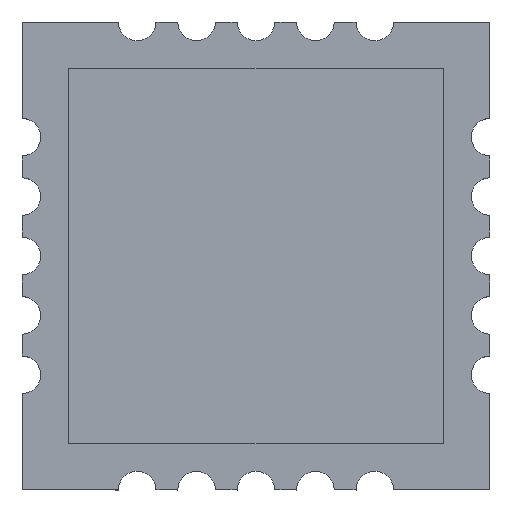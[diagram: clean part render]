
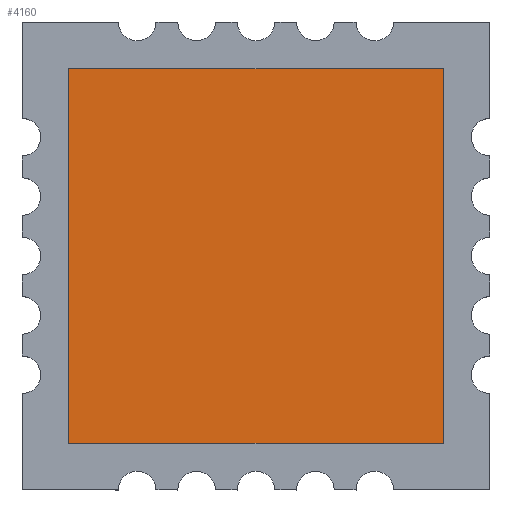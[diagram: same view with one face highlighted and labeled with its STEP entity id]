
A CAD part, top view. The second image highlights one B-rep face of the part: STEP entity #4160.
In plain terms, the highlighted planar face has unit normal (0, 0, 1).
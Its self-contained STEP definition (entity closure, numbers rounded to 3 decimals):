
#1517 = PLANE('',#1518);
#1518 = AXIS2_PLACEMENT_3D('',#1519,#1520,#1521);
#1519 = CARTESIAN_POINT('',(1.,1.,1.));
#1520 = DIRECTION('',(1.,0.,-0.));
#1521 = DIRECTION('',(0.,0.,1.));
#1545 = PLANE('',#1546);
#1546 = AXIS2_PLACEMENT_3D('',#1547,#1548,#1549);
#1547 = CARTESIAN_POINT('',(1.,9.,1.));
#1548 = DIRECTION('',(-0.,1.,0.));
#1549 = DIRECTION('',(0.,0.,1.));
#1573 = PLANE('',#1574);
#1574 = AXIS2_PLACEMENT_3D('',#1575,#1576,#1577);
#1575 = CARTESIAN_POINT('',(9.,1.,1.));
#1576 = DIRECTION('',(1.,0.,-0.));
#1577 = DIRECTION('',(0.,0.,1.));
#1599 = PLANE('',#1600);
#1600 = AXIS2_PLACEMENT_3D('',#1601,#1602,#1603);
#1601 = CARTESIAN_POINT('',(1.,1.,1.));
#1602 = DIRECTION('',(-0.,1.,0.));
#1603 = DIRECTION('',(0.,0.,1.));
#3964 = VERTEX_POINT('',#3965);
#3965 = CARTESIAN_POINT('',(1.,1.,2.5));
#3988 = VERTEX_POINT('',#3989);
#3989 = CARTESIAN_POINT('',(1.,9.,2.5));
#4010 = EDGE_CURVE('',#3964,#3988,#4011,.T.);
#4011 = SURFACE_CURVE('',#4012,(#4016,#4023),.PCURVE_S1.);
#4012 = LINE('',#4013,#4014);
#4013 = CARTESIAN_POINT('',(1.,1.,2.5));
#4014 = VECTOR('',#4015,1.);
#4015 = DIRECTION('',(-0.,1.,0.));
#4016 = PCURVE('',#1517,#4017);
#4017 = DEFINITIONAL_REPRESENTATION('',(#4018),#4022);
#4018 = LINE('',#4019,#4020);
#4019 = CARTESIAN_POINT('',(1.5,0.));
#4020 = VECTOR('',#4021,1.);
#4021 = DIRECTION('',(0.,-1.));
#4022 = ( GEOMETRIC_REPRESENTATION_CONTEXT(2) 
PARAMETRIC_REPRESENTATION_CONTEXT() REPRESENTATION_CONTEXT('2D SPACE',''
  ) );
#4023 = PCURVE('',#4024,#4029);
#4024 = PLANE('',#4025);
#4025 = AXIS2_PLACEMENT_3D('',#4026,#4027,#4028);
#4026 = CARTESIAN_POINT('',(1.,1.,2.5));
#4027 = DIRECTION('',(0.,0.,1.));
#4028 = DIRECTION('',(1.,0.,-0.));
#4029 = DEFINITIONAL_REPRESENTATION('',(#4030),#4034);
#4030 = LINE('',#4031,#4032);
#4031 = CARTESIAN_POINT('',(0.,0.));
#4032 = VECTOR('',#4033,1.);
#4033 = DIRECTION('',(0.,1.));
#4034 = ( GEOMETRIC_REPRESENTATION_CONTEXT(2) 
PARAMETRIC_REPRESENTATION_CONTEXT() REPRESENTATION_CONTEXT('2D SPACE',''
  ) );
#4041 = EDGE_CURVE('',#3988,#4042,#4044,.T.);
#4042 = VERTEX_POINT('',#4043);
#4043 = CARTESIAN_POINT('',(9.,9.,2.5));
#4044 = SURFACE_CURVE('',#4045,(#4049,#4056),.PCURVE_S1.);
#4045 = LINE('',#4046,#4047);
#4046 = CARTESIAN_POINT('',(1.,9.,2.5));
#4047 = VECTOR('',#4048,1.);
#4048 = DIRECTION('',(1.,0.,-0.));
#4049 = PCURVE('',#1545,#4050);
#4050 = DEFINITIONAL_REPRESENTATION('',(#4051),#4055);
#4051 = LINE('',#4052,#4053);
#4052 = CARTESIAN_POINT('',(1.5,0.));
#4053 = VECTOR('',#4054,1.);
#4054 = DIRECTION('',(0.,1.));
#4055 = ( GEOMETRIC_REPRESENTATION_CONTEXT(2) 
PARAMETRIC_REPRESENTATION_CONTEXT() REPRESENTATION_CONTEXT('2D SPACE',''
  ) );
#4056 = PCURVE('',#4024,#4057);
#4057 = DEFINITIONAL_REPRESENTATION('',(#4058),#4062);
#4058 = LINE('',#4059,#4060);
#4059 = CARTESIAN_POINT('',(0.,8.));
#4060 = VECTOR('',#4061,1.);
#4061 = DIRECTION('',(1.,0.));
#4062 = ( GEOMETRIC_REPRESENTATION_CONTEXT(2) 
PARAMETRIC_REPRESENTATION_CONTEXT() REPRESENTATION_CONTEXT('2D SPACE',''
  ) );
#4090 = EDGE_CURVE('',#3964,#4091,#4093,.T.);
#4091 = VERTEX_POINT('',#4092);
#4092 = CARTESIAN_POINT('',(9.,1.,2.5));
#4093 = SURFACE_CURVE('',#4094,(#4098,#4105),.PCURVE_S1.);
#4094 = LINE('',#4095,#4096);
#4095 = CARTESIAN_POINT('',(1.,1.,2.5));
#4096 = VECTOR('',#4097,1.);
#4097 = DIRECTION('',(1.,0.,-0.));
#4098 = PCURVE('',#1599,#4099);
#4099 = DEFINITIONAL_REPRESENTATION('',(#4100),#4104);
#4100 = LINE('',#4101,#4102);
#4101 = CARTESIAN_POINT('',(1.5,0.));
#4102 = VECTOR('',#4103,1.);
#4103 = DIRECTION('',(0.,1.));
#4104 = ( GEOMETRIC_REPRESENTATION_CONTEXT(2) 
PARAMETRIC_REPRESENTATION_CONTEXT() REPRESENTATION_CONTEXT('2D SPACE',''
  ) );
#4105 = PCURVE('',#4024,#4106);
#4106 = DEFINITIONAL_REPRESENTATION('',(#4107),#4111);
#4107 = LINE('',#4108,#4109);
#4108 = CARTESIAN_POINT('',(0.,0.));
#4109 = VECTOR('',#4110,1.);
#4110 = DIRECTION('',(1.,0.));
#4111 = ( GEOMETRIC_REPRESENTATION_CONTEXT(2) 
PARAMETRIC_REPRESENTATION_CONTEXT() REPRESENTATION_CONTEXT('2D SPACE',''
  ) );
#4140 = EDGE_CURVE('',#4091,#4042,#4141,.T.);
#4141 = SURFACE_CURVE('',#4142,(#4146,#4153),.PCURVE_S1.);
#4142 = LINE('',#4143,#4144);
#4143 = CARTESIAN_POINT('',(9.,1.,2.5));
#4144 = VECTOR('',#4145,1.);
#4145 = DIRECTION('',(-0.,1.,0.));
#4146 = PCURVE('',#1573,#4147);
#4147 = DEFINITIONAL_REPRESENTATION('',(#4148),#4152);
#4148 = LINE('',#4149,#4150);
#4149 = CARTESIAN_POINT('',(1.5,0.));
#4150 = VECTOR('',#4151,1.);
#4151 = DIRECTION('',(0.,-1.));
#4152 = ( GEOMETRIC_REPRESENTATION_CONTEXT(2) 
PARAMETRIC_REPRESENTATION_CONTEXT() REPRESENTATION_CONTEXT('2D SPACE',''
  ) );
#4153 = PCURVE('',#4024,#4154);
#4154 = DEFINITIONAL_REPRESENTATION('',(#4155),#4159);
#4155 = LINE('',#4156,#4157);
#4156 = CARTESIAN_POINT('',(8.,0.));
#4157 = VECTOR('',#4158,1.);
#4158 = DIRECTION('',(0.,1.));
#4159 = ( GEOMETRIC_REPRESENTATION_CONTEXT(2) 
PARAMETRIC_REPRESENTATION_CONTEXT() REPRESENTATION_CONTEXT('2D SPACE',''
  ) );
#4160 = ADVANCED_FACE('',(#4161),#4024,.T.);
#4161 = FACE_BOUND('',#4162,.T.);
#4162 = EDGE_LOOP('',(#4163,#4164,#4165,#4166));
#4163 = ORIENTED_EDGE('',*,*,#4010,.F.);
#4164 = ORIENTED_EDGE('',*,*,#4090,.T.);
#4165 = ORIENTED_EDGE('',*,*,#4140,.T.);
#4166 = ORIENTED_EDGE('',*,*,#4041,.F.);
